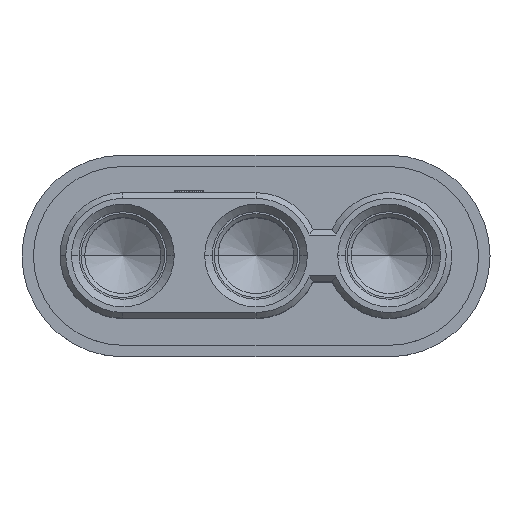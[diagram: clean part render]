
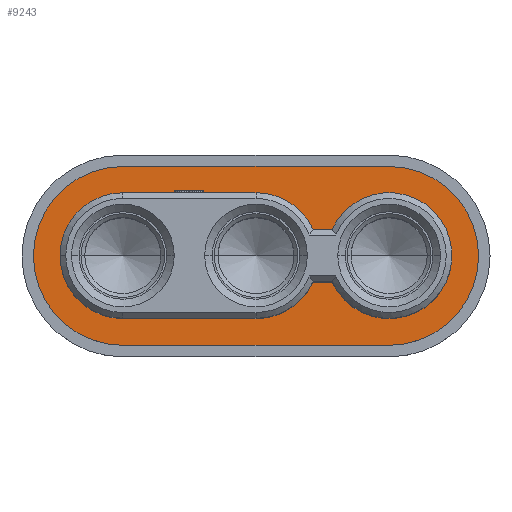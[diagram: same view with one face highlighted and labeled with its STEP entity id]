
A CAD part, top view. The second image highlights one B-rep face of the part: STEP entity #9243.
In plain terms, the highlighted planar face has unit normal (0, 0, 1).
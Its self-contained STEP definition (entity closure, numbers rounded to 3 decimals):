
#258 = VERTEX_POINT ( 'NONE', #18787 ) ;
#658 = DIRECTION ( 'NONE',  ( 0., 0., 1. ) ) ;
#1290 = DIRECTION ( 'NONE',  ( -1., 0., 0. ) ) ;
#1486 = ORIENTED_EDGE ( 'NONE', *, *, #12812, .F. ) ;
#1539 = EDGE_CURVE ( 'NONE', #3898, #6809, #11352, .T. ) ;
#1596 = VECTOR ( 'NONE', #12695, 1000. ) ;
#2547 = CARTESIAN_POINT ( 'NONE',  ( -7., 1.65, 3.4 ) ) ;
#2644 = EDGE_CURVE ( 'NONE', #6809, #6746, #21738, .T. ) ;
#2794 = FACE_BOUND ( 'NONE', #19074, .T. ) ;
#3122 = CARTESIAN_POINT ( 'NONE',  ( -3.5, 0., 3.4 ) ) ;
#3328 = ORIENTED_EDGE ( 'NONE', *, *, #2644, .T. ) ;
#3395 = EDGE_CURVE ( 'NONE', #5279, #19813, #4447, .T. ) ;
#3460 = AXIS2_PLACEMENT_3D ( 'NONE', #13952, #12361, #9925 ) ;
#3898 = VERTEX_POINT ( 'NONE', #22062 ) ;
#4041 = EDGE_LOOP ( 'NONE', ( #20754, #16741, #7368, #5580, #3328 ) ) ;
#4066 = ORIENTED_EDGE ( 'NONE', *, *, #19657, .T. ) ;
#4198 = AXIS2_PLACEMENT_3D ( 'NONE', #17310, #6200, #10353 ) ;
#4321 = EDGE_CURVE ( 'NONE', #18211, #14201, #12933, .T. ) ;
#4425 = DIRECTION ( 'NONE',  ( 0., 0., -1. ) ) ;
#4447 = LINE ( 'NONE', #11899, #17102 ) ;
#4862 = ORIENTED_EDGE ( 'NONE', *, *, #14690, .T. ) ;
#4993 = PLANE ( 'NONE',  #21041 ) ;
#5055 = CARTESIAN_POINT ( 'NONE',  ( -2., -0.687, 3.4 ) ) ;
#5279 = VERTEX_POINT ( 'NONE', #2547 ) ;
#5515 = AXIS2_PLACEMENT_3D ( 'NONE', #22757, #658, #13243 ) ;
#5580 = ORIENTED_EDGE ( 'NONE', *, *, #1539, .T. ) ;
#6057 = AXIS2_PLACEMENT_3D ( 'NONE', #6517, #14343, #12518 ) ;
#6127 = CARTESIAN_POINT ( 'NONE',  ( -8.65, 0., 3.4 ) ) ;
#6200 = DIRECTION ( 'NONE',  ( 0., 0., 1. ) ) ;
#6363 = CARTESIAN_POINT ( 'NONE',  ( -3.5, -1.65, 3.4 ) ) ;
#6442 = ORIENTED_EDGE ( 'NONE', *, *, #3395, .T. ) ;
#6453 = CARTESIAN_POINT ( 'NONE',  ( -3.5, 0., 3.4 ) ) ;
#6517 = CARTESIAN_POINT ( 'NONE',  ( -7., 0., 3.4 ) ) ;
#6540 = DIRECTION ( 'NONE',  ( 0., 0., -1. ) ) ;
#6567 = CARTESIAN_POINT ( 'NONE',  ( -1.5, -0.687, 3.4 ) ) ;
#6665 = EDGE_CURVE ( 'NONE', #14201, #7889, #18401, .T. ) ;
#6746 = VERTEX_POINT ( 'NONE', #7907 ) ;
#6809 = VERTEX_POINT ( 'NONE', #18763 ) ;
#7067 = AXIS2_PLACEMENT_3D ( 'NONE', #7453, #13175, #9147 ) ;
#7368 = ORIENTED_EDGE ( 'NONE', *, *, #20623, .T. ) ;
#7453 = CARTESIAN_POINT ( 'NONE',  ( 0., 0., 3.4 ) ) ;
#7689 = VERTEX_POINT ( 'NONE', #17791 ) ;
#7760 = CIRCLE ( 'NONE', #3460, 1.65 ) ;
#7889 = VERTEX_POINT ( 'NONE', #6363 ) ;
#7907 = CARTESIAN_POINT ( 'NONE',  ( 0., 2.35, 3.4 ) ) ;
#8794 = VERTEX_POINT ( 'NONE', #10670 ) ;
#9147 = DIRECTION ( 'NONE',  ( 1., 0., 0. ) ) ;
#9243 = ADVANCED_FACE ( 'NONE', ( #21712, #2794 ), #4993, .T. ) ;
#9925 = DIRECTION ( 'NONE',  ( -1., 0., 0. ) ) ;
#10249 = DIRECTION ( 'NONE',  ( 1., 0., 0. ) ) ;
#10353 = DIRECTION ( 'NONE',  ( 1., 0., 0. ) ) ;
#10488 = EDGE_CURVE ( 'NONE', #258, #8794, #23903, .T. ) ;
#10572 = LINE ( 'NONE', #18015, #17394 ) ;
#10670 = CARTESIAN_POINT ( 'NONE',  ( -2., 0.687, 3.4 ) ) ;
#10875 = VECTOR ( 'NONE', #10963, 1000. ) ;
#10963 = DIRECTION ( 'NONE',  ( 1., 0., 0. ) ) ;
#11341 = CARTESIAN_POINT ( 'NONE',  ( -1.5, 0.687, 3.4 ) ) ;
#11352 = CIRCLE ( 'NONE', #7067, 2.35 ) ;
#11881 = DIRECTION ( 'NONE',  ( -1., 0., 0. ) ) ;
#11899 = CARTESIAN_POINT ( 'NONE',  ( -3.5, 1.65, 3.4 ) ) ;
#12060 = DIRECTION ( 'NONE',  ( 1., 0., 0. ) ) ;
#12064 = EDGE_CURVE ( 'NONE', #258, #16263, #14054, .T. ) ;
#12361 = DIRECTION ( 'NONE',  ( 0., 0., 1. ) ) ;
#12518 = DIRECTION ( 'NONE',  ( 1., 0., 0. ) ) ;
#12623 = ORIENTED_EDGE ( 'NONE', *, *, #20152, .T. ) ;
#12695 = DIRECTION ( 'NONE',  ( -1., 0., 0. ) ) ;
#12812 = EDGE_CURVE ( 'NONE', #5279, #18211, #7760, .T. ) ;
#12933 = CIRCLE ( 'NONE', #5515, 1.65 ) ;
#13091 = CIRCLE ( 'NONE', #6057, 2.35 ) ;
#13175 = DIRECTION ( 'NONE',  ( 0., 0., 1. ) ) ;
#13243 = DIRECTION ( 'NONE',  ( -1., 0., 0. ) ) ;
#13708 = CARTESIAN_POINT ( 'NONE',  ( 0., 0., 3.4 ) ) ;
#13894 = CARTESIAN_POINT ( 'NONE',  ( -3.5, 0., 3.4 ) ) ;
#13911 = DIRECTION ( 'NONE',  ( 0., 0., 1. ) ) ;
#13952 = CARTESIAN_POINT ( 'NONE',  ( -7., 0., 3.4 ) ) ;
#13998 = DIRECTION ( 'NONE',  ( 1., 0., 0. ) ) ;
#14034 = DIRECTION ( 'NONE',  ( -1., 0., 0. ) ) ;
#14054 = CIRCLE ( 'NONE', #17159, 1.65 ) ;
#14201 = VERTEX_POINT ( 'NONE', #22391 ) ;
#14343 = DIRECTION ( 'NONE',  ( 0., 0., 1. ) ) ;
#14690 = EDGE_CURVE ( 'NONE', #21009, #7889, #16489, .T. ) ;
#14710 = CARTESIAN_POINT ( 'NONE',  ( -3.5, 2.35, 3.4 ) ) ;
#15170 = ORIENTED_EDGE ( 'NONE', *, *, #12064, .T. ) ;
#15314 = ORIENTED_EDGE ( 'NONE', *, *, #4321, .F. ) ;
#15600 = VECTOR ( 'NONE', #1290, 1000. ) ;
#15794 = DIRECTION ( 'NONE',  ( 1., 0., 0. ) ) ;
#16061 = LINE ( 'NONE', #14710, #15600 ) ;
#16117 = EDGE_CURVE ( 'NONE', #6746, #22173, #16061, .T. ) ;
#16263 = VERTEX_POINT ( 'NONE', #18849 ) ;
#16479 = AXIS2_PLACEMENT_3D ( 'NONE', #3122, #6540, #13998 ) ;
#16489 = CIRCLE ( 'NONE', #23889, 1.65 ) ;
#16741 = ORIENTED_EDGE ( 'NONE', *, *, #20969, .T. ) ;
#17102 = VECTOR ( 'NONE', #15794, 1000. ) ;
#17159 = AXIS2_PLACEMENT_3D ( 'NONE', #13708, #4425, #11881 ) ;
#17310 = CARTESIAN_POINT ( 'NONE',  ( 0., 0., 3.4 ) ) ;
#17394 = VECTOR ( 'NONE', #21806, 1000. ) ;
#17694 = ORIENTED_EDGE ( 'NONE', *, *, #6665, .F. ) ;
#17791 = CARTESIAN_POINT ( 'NONE',  ( -7., -2.35, 3.4 ) ) ;
#17799 = LINE ( 'NONE', #6567, #19998 ) ;
#18015 = CARTESIAN_POINT ( 'NONE',  ( -3.5, -2.35, 3.4 ) ) ;
#18211 = VERTEX_POINT ( 'NONE', #6127 ) ;
#18401 = LINE ( 'NONE', #19993, #10875 ) ;
#18763 = CARTESIAN_POINT ( 'NONE',  ( 2.35, 0., 3.4 ) ) ;
#18787 = CARTESIAN_POINT ( 'NONE',  ( -1.5, 0.687, 3.4 ) ) ;
#18849 = CARTESIAN_POINT ( 'NONE',  ( -1.5, -0.687, 3.4 ) ) ;
#19074 = EDGE_LOOP ( 'NONE', ( #15170, #12623, #4862, #17694, #15314, #1486, #6442, #4066, #21912 ) ) ;
#19657 = EDGE_CURVE ( 'NONE', #19813, #8794, #21943, .T. ) ;
#19813 = VERTEX_POINT ( 'NONE', #22644 ) ;
#19993 = CARTESIAN_POINT ( 'NONE',  ( -3.5, -1.65, 3.4 ) ) ;
#19998 = VECTOR ( 'NONE', #14034, 1000. ) ;
#20152 = EDGE_CURVE ( 'NONE', #16263, #21009, #17799, .T. ) ;
#20623 = EDGE_CURVE ( 'NONE', #7689, #3898, #10572, .T. ) ;
#20754 = ORIENTED_EDGE ( 'NONE', *, *, #16117, .T. ) ;
#20969 = EDGE_CURVE ( 'NONE', #22173, #7689, #13091, .T. ) ;
#21009 = VERTEX_POINT ( 'NONE', #5055 ) ;
#21041 = AXIS2_PLACEMENT_3D ( 'NONE', #6453, #13911, #10249 ) ;
#21329 = DIRECTION ( 'NONE',  ( 0., 0., -1. ) ) ;
#21712 = FACE_OUTER_BOUND ( 'NONE', #4041, .T. ) ;
#21738 = CIRCLE ( 'NONE', #4198, 2.35 ) ;
#21806 = DIRECTION ( 'NONE',  ( 1., 0., 0. ) ) ;
#21912 = ORIENTED_EDGE ( 'NONE', *, *, #10488, .F. ) ;
#21943 = CIRCLE ( 'NONE', #16479, 1.65 ) ;
#22062 = CARTESIAN_POINT ( 'NONE',  ( 0., -2.35, 3.4 ) ) ;
#22173 = VERTEX_POINT ( 'NONE', #23104 ) ;
#22391 = CARTESIAN_POINT ( 'NONE',  ( -7., -1.65, 3.4 ) ) ;
#22644 = CARTESIAN_POINT ( 'NONE',  ( -3.5, 1.65, 3.4 ) ) ;
#22757 = CARTESIAN_POINT ( 'NONE',  ( -7., 0., 3.4 ) ) ;
#23104 = CARTESIAN_POINT ( 'NONE',  ( -7., 2.35, 3.4 ) ) ;
#23889 = AXIS2_PLACEMENT_3D ( 'NONE', #13894, #21329, #12060 ) ;
#23903 = LINE ( 'NONE', #11341, #1596 ) ;
